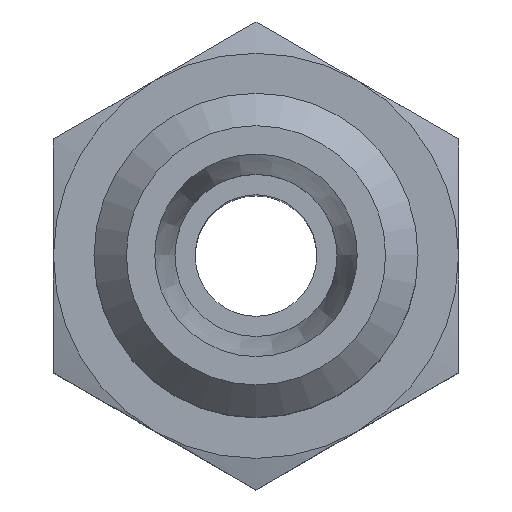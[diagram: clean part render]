
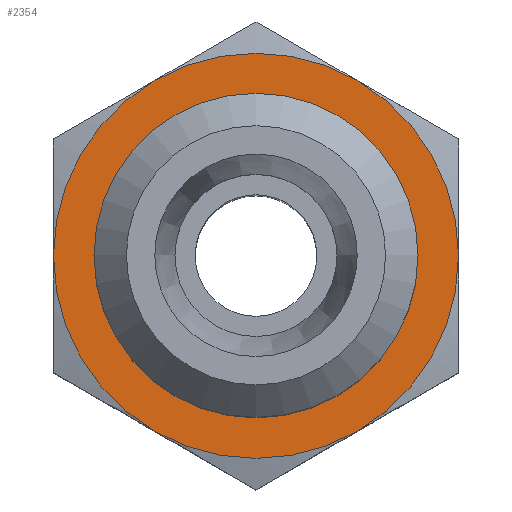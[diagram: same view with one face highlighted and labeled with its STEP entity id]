
A CAD part, top view. The second image highlights one B-rep face of the part: STEP entity #2354.
In plain terms, the highlighted planar face has unit normal (0, 0, 1).
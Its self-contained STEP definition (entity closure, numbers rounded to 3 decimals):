
#1728=CARTESIAN_POINT('',(-2.5,-4.33,12.0));
#1729=VERTEX_POINT('',#1728);
#1774=CARTESIAN_POINT('',(-5.,0.0,12.0));
#1775=VERTEX_POINT('',#1774);
#1859=CARTESIAN_POINT('',(2.5,-4.33,12.0));
#1860=VERTEX_POINT('',#1859);
#1898=CARTESIAN_POINT('',(-2.5,4.33,12.0));
#1899=VERTEX_POINT('',#1898);
#1975=CARTESIAN_POINT('',(5.,0.,12.0));
#1976=VERTEX_POINT('',#1975);
#2053=CARTESIAN_POINT('',(2.5,4.33,12.0));
#2054=VERTEX_POINT('',#2053);
#2068=CARTESIAN_POINT('',(0.0,0.0,12.0));
#2069=DIRECTION('',(0.0,0.0,1.0));
#2070=DIRECTION('',(-1.0,0.0,0.0));
#2071=AXIS2_PLACEMENT_3D('',#2068,#2069,#2070);
#2072=CIRCLE('',#2071,5.);
#2073=EDGE_CURVE('',#1976,#2054,#2072,.T.);
#2086=CARTESIAN_POINT('',(0.0,0.0,12.0));
#2087=DIRECTION('',(0.0,0.0,1.0));
#2088=DIRECTION('',(-1.0,0.0,0.0));
#2089=AXIS2_PLACEMENT_3D('',#2086,#2087,#2088);
#2090=CIRCLE('',#2089,5.);
#2091=EDGE_CURVE('',#1860,#1976,#2090,.T.);
#2102=CARTESIAN_POINT('',(0.0,0.0,12.0));
#2103=DIRECTION('',(0.0,0.0,1.0));
#2104=DIRECTION('',(-1.0,0.0,0.0));
#2105=AXIS2_PLACEMENT_3D('',#2102,#2103,#2104);
#2106=CIRCLE('',#2105,5.);
#2107=EDGE_CURVE('',#2054,#1899,#2106,.T.);
#2132=CARTESIAN_POINT('',(0.0,0.0,12.0));
#2133=DIRECTION('',(0.0,0.0,1.0));
#2134=DIRECTION('',(-1.0,0.0,0.0));
#2135=AXIS2_PLACEMENT_3D('',#2132,#2133,#2134);
#2136=CIRCLE('',#2135,5.);
#2137=EDGE_CURVE('',#1729,#1860,#2136,.T.);
#2148=CARTESIAN_POINT('',(0.0,0.0,12.0));
#2149=DIRECTION('',(0.0,0.0,1.0));
#2150=DIRECTION('',(-1.0,0.0,0.0));
#2151=AXIS2_PLACEMENT_3D('',#2148,#2149,#2150);
#2152=CIRCLE('',#2151,5.);
#2153=EDGE_CURVE('',#1899,#1775,#2152,.T.);
#2166=CARTESIAN_POINT('',(0.0,0.0,12.0));
#2167=DIRECTION('',(0.0,0.0,1.0));
#2168=DIRECTION('',(-1.0,0.0,0.0));
#2169=AXIS2_PLACEMENT_3D('',#2166,#2167,#2168);
#2170=CIRCLE('',#2169,5.);
#2171=EDGE_CURVE('',#1775,#1729,#2170,.T.);
#2323=CARTESIAN_POINT('',(4.,0.,12.0));
#2324=VERTEX_POINT('',#2323);
#2325=CARTESIAN_POINT('',(0.0,0.0,12.0));
#2326=DIRECTION('',(0.0,0.0,1.0));
#2327=DIRECTION('',(-1.0,0.0,0.0));
#2328=AXIS2_PLACEMENT_3D('',#2325,#2326,#2327);
#2329=CIRCLE('',#2328,4.);
#2330=EDGE_CURVE('',#2324,#2324,#2329,.T.);
#2338=CARTESIAN_POINT('',(0.,0.0,12.0));
#2339=DIRECTION('',(0.0,0.0,1.0));
#2340=DIRECTION('',(1.0,0.0,0.0));
#2341=AXIS2_PLACEMENT_3D('',#2338,#2339,#2340);
#2342=PLANE('',#2341);
#2343=ORIENTED_EDGE('',*,*,#2073,.T.);
#2344=ORIENTED_EDGE('',*,*,#2107,.T.);
#2345=ORIENTED_EDGE('',*,*,#2153,.T.);
#2346=ORIENTED_EDGE('',*,*,#2171,.T.);
#2347=ORIENTED_EDGE('',*,*,#2137,.T.);
#2348=ORIENTED_EDGE('',*,*,#2091,.T.);
#2349=EDGE_LOOP('',(#2343,#2344,#2345,#2346,#2347,#2348));
#2350=FACE_OUTER_BOUND('',#2349,.T.);
#2351=ORIENTED_EDGE('',*,*,#2330,.F.);
#2352=EDGE_LOOP('',(#2351));
#2353=FACE_BOUND('',#2352,.T.);
#2354=ADVANCED_FACE('',(#2350,#2353),#2342,.T.);
